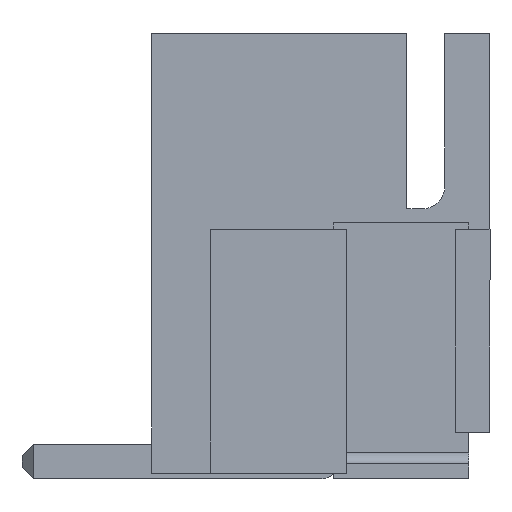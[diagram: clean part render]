
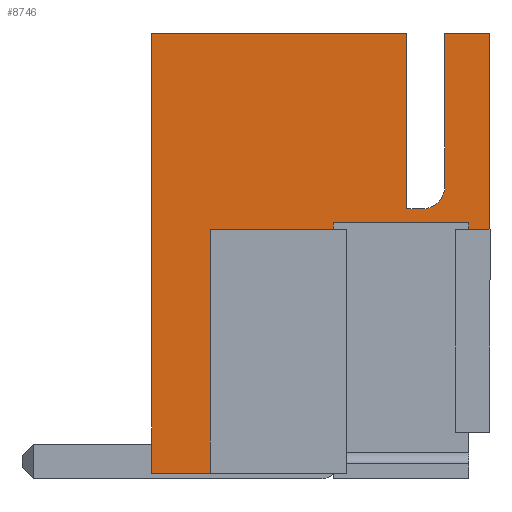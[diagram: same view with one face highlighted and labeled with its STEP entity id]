
A CAD part, left-side view. The second image highlights one B-rep face of the part: STEP entity #8746.
In plain terms, the highlighted planar face has unit normal (-1, 0, 0).
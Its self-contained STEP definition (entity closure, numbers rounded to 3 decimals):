
#55 = CARTESIAN_POINT ( 'NONE',  ( -6.225, 1.85, 7.8 ) ) ;
#299 = ORIENTED_EDGE ( 'NONE', *, *, #8897, .T. ) ;
#406 = ORIENTED_EDGE ( 'NONE', *, *, #20399, .F. ) ;
#1040 = ORIENTED_EDGE ( 'NONE', *, *, #8060, .T. ) ;
#1319 = VERTEX_POINT ( 'NONE', #6080 ) ;
#1598 = VERTEX_POINT ( 'NONE', #5937 ) ;
#1689 = CARTESIAN_POINT ( 'NONE',  ( -6.225, -2.675, 7.8 ) ) ;
#1787 = ORIENTED_EDGE ( 'NONE', *, *, #19615, .T. ) ;
#1886 = EDGE_CURVE ( 'NONE', #8718, #16355, #11009, .T. ) ;
#2147 = LINE ( 'NONE', #15734, #18446 ) ;
#2196 = VECTOR ( 'NONE', #15040, 1000. ) ;
#2339 = DIRECTION ( 'NONE',  ( 0., 0., -1. ) ) ;
#2485 = VERTEX_POINT ( 'NONE', #6791 ) ;
#2677 = DIRECTION ( 'NONE',  ( 0., -1., 0. ) ) ;
#2898 = ORIENTED_EDGE ( 'NONE', *, *, #21516, .F. ) ;
#2961 = EDGE_CURVE ( 'NONE', #4963, #7268, #20537, .T. ) ;
#3165 = VECTOR ( 'NONE', #9298, 1000. ) ;
#3199 = DIRECTION ( 'NONE',  ( 0., 1., 0. ) ) ;
#3374 = ORIENTED_EDGE ( 'NONE', *, *, #20268, .T. ) ;
#3616 = EDGE_CURVE ( 'NONE', #13702, #18536, #8890, .T. ) ;
#3623 = VECTOR ( 'NONE', #19947, 1000. ) ;
#3719 = FACE_OUTER_BOUND ( 'NONE', #12264, .T. ) ;
#3754 = CARTESIAN_POINT ( 'NONE',  ( -6.225, -2.675, 7.8 ) ) ;
#3810 = VERTEX_POINT ( 'NONE', #5009 ) ;
#3896 = CARTESIAN_POINT ( 'NONE',  ( -6.225, -1.6, 0. ) ) ;
#3999 = CARTESIAN_POINT ( 'NONE',  ( -6.225, 1.85, 7.8 ) ) ;
#4221 = CARTESIAN_POINT ( 'NONE',  ( -6.225, -2.95, 4.687 ) ) ;
#4264 = ORIENTED_EDGE ( 'NONE', *, *, #16639, .T. ) ;
#4552 = AXIS2_PLACEMENT_3D ( 'NONE', #13010, #18375, #3199 ) ;
#4874 = EDGE_CURVE ( 'NONE', #20002, #13702, #9578, .T. ) ;
#4963 = VERTEX_POINT ( 'NONE', #18779 ) ;
#5009 = CARTESIAN_POINT ( 'NONE',  ( -6.225, -3.35, 5.087 ) ) ;
#5086 = VECTOR ( 'NONE', #2677, 1000. ) ;
#5205 = DIRECTION ( 'NONE',  ( 1., 0., 0. ) ) ;
#5937 = CARTESIAN_POINT ( 'NONE',  ( -6.225, 0.814, 4.321 ) ) ;
#6080 = CARTESIAN_POINT ( 'NONE',  ( -6.225, 0.814, 0. ) ) ;
#6190 = VECTOR ( 'NONE', #13537, 1000. ) ;
#6599 = LINE ( 'NONE', #18173, #5086 ) ;
#6669 = CARTESIAN_POINT ( 'NONE',  ( -6.225, 1.85, 7.8 ) ) ;
#6791 = CARTESIAN_POINT ( 'NONE',  ( -6.225, -3.35, 7.8 ) ) ;
#6906 = DIRECTION ( 'NONE',  ( 0., 0., -1. ) ) ;
#7266 = CARTESIAN_POINT ( 'NONE',  ( -6.225, 0.814, 4.321 ) ) ;
#7268 = VERTEX_POINT ( 'NONE', #1689 ) ;
#7559 = DIRECTION ( 'NONE',  ( 0., -1., 0. ) ) ;
#7607 = CARTESIAN_POINT ( 'NONE',  ( -6.225, -1.6, 3.587 ) ) ;
#8027 = ORIENTED_EDGE ( 'NONE', *, *, #2961, .T. ) ;
#8060 = EDGE_CURVE ( 'NONE', #2485, #3810, #20502, .T. ) ;
#8718 = VERTEX_POINT ( 'NONE', #18361 ) ;
#8746 = ADVANCED_FACE ( 'NONE', ( #3719 ), #20505, .F. ) ;
#8890 = LINE ( 'NONE', #10937, #11420 ) ;
#8897 = EDGE_CURVE ( 'NONE', #16355, #20002, #2147, .T. ) ;
#8997 = VERTEX_POINT ( 'NONE', #17202 ) ;
#9005 = DIRECTION ( 'NONE',  ( 0., -1., 0. ) ) ;
#9298 = DIRECTION ( 'NONE',  ( 0., -1., 0. ) ) ;
#9578 = LINE ( 'NONE', #16428, #16837 ) ;
#9780 = VECTOR ( 'NONE', #2339, 1000. ) ;
#9957 = CIRCLE ( 'NONE', #4552, 0.4 ) ;
#9960 = LINE ( 'NONE', #11663, #3623 ) ;
#10376 = CARTESIAN_POINT ( 'NONE',  ( -6.225, 1.85, 0. ) ) ;
#10463 = ORIENTED_EDGE ( 'NONE', *, *, #13451, .F. ) ;
#10645 = LINE ( 'NONE', #12999, #13453 ) ;
#10937 = CARTESIAN_POINT ( 'NONE',  ( -6.225, -4.15, 4.321 ) ) ;
#11009 = LINE ( 'NONE', #3896, #9780 ) ;
#11214 = ORIENTED_EDGE ( 'NONE', *, *, #1886, .T. ) ;
#11420 = VECTOR ( 'NONE', #7559, 1000. ) ;
#11663 = CARTESIAN_POINT ( 'NONE',  ( -6.225, 1.85, 0. ) ) ;
#11763 = ORIENTED_EDGE ( 'NONE', *, *, #4874, .T. ) ;
#11867 = ORIENTED_EDGE ( 'NONE', *, *, #14624, .T. ) ;
#12165 = ORIENTED_EDGE ( 'NONE', *, *, #21715, .T. ) ;
#12264 = EDGE_LOOP ( 'NONE', ( #11214, #299, #11763, #20383, #406, #10463, #1040, #22277, #3374, #8027, #2898, #4264, #12165, #11867, #1787 ) ) ;
#12461 = VECTOR ( 'NONE', #17139, 1000. ) ;
#12522 = LINE ( 'NONE', #17539, #21221 ) ;
#12685 = LINE ( 'NONE', #3999, #3165 ) ;
#12806 = VERTEX_POINT ( 'NONE', #4221 ) ;
#12915 = CARTESIAN_POINT ( 'NONE',  ( -6.225, -4.15, 4.321 ) ) ;
#12999 = CARTESIAN_POINT ( 'NONE',  ( -6.225, 0.814, 0. ) ) ;
#13010 = CARTESIAN_POINT ( 'NONE',  ( -6.225, -2.95, 5.087 ) ) ;
#13076 = DIRECTION ( 'NONE',  ( 0., 0., 1. ) ) ;
#13451 = EDGE_CURVE ( 'NONE', #2485, #8997, #12685, .T. ) ;
#13453 = VECTOR ( 'NONE', #16563, 1000. ) ;
#13501 = LINE ( 'NONE', #20229, #2196 ) ;
#13523 = CARTESIAN_POINT ( 'NONE',  ( -6.225, -3.546, 3.587 ) ) ;
#13537 = DIRECTION ( 'NONE',  ( 0., 0., -1. ) ) ;
#13541 = DIRECTION ( 'NONE',  ( 0., 1., 0. ) ) ;
#13702 = VERTEX_POINT ( 'NONE', #17129 ) ;
#13761 = CARTESIAN_POINT ( 'NONE',  ( -6.225, 1.85, 7.8 ) ) ;
#14624 = EDGE_CURVE ( 'NONE', #1319, #1598, #10645, .T. ) ;
#15040 = DIRECTION ( 'NONE',  ( 0., 0., -1. ) ) ;
#15734 = CARTESIAN_POINT ( 'NONE',  ( -6.225, 1.85, 3.587 ) ) ;
#15925 = VERTEX_POINT ( 'NONE', #10376 ) ;
#16355 = VERTEX_POINT ( 'NONE', #7607 ) ;
#16428 = CARTESIAN_POINT ( 'NONE',  ( -6.225, -3.546, 0.721 ) ) ;
#16532 = EDGE_CURVE ( 'NONE', #3810, #12806, #9957, .T. ) ;
#16563 = DIRECTION ( 'NONE',  ( 0., 0., 1. ) ) ;
#16639 = EDGE_CURVE ( 'NONE', #19806, #15925, #17332, .T. ) ;
#16837 = VECTOR ( 'NONE', #13076, 1000. ) ;
#17129 = CARTESIAN_POINT ( 'NONE',  ( -6.225, -3.546, 4.321 ) ) ;
#17139 = DIRECTION ( 'NONE',  ( 0., 0., 1. ) ) ;
#17202 = CARTESIAN_POINT ( 'NONE',  ( -6.225, -4.15, 7.8 ) ) ;
#17332 = LINE ( 'NONE', #55, #22207 ) ;
#17539 = CARTESIAN_POINT ( 'NONE',  ( -6.225, -2.675, 4.687 ) ) ;
#17586 = LINE ( 'NONE', #7266, #19013 ) ;
#17977 = DIRECTION ( 'NONE',  ( 0., 1., 0. ) ) ;
#18173 = CARTESIAN_POINT ( 'NONE',  ( -6.225, 1.85, 7.8 ) ) ;
#18361 = CARTESIAN_POINT ( 'NONE',  ( -6.225, -1.6, 4.321 ) ) ;
#18375 = DIRECTION ( 'NONE',  ( 1., 0., 0. ) ) ;
#18446 = VECTOR ( 'NONE', #9005, 1000. ) ;
#18536 = VERTEX_POINT ( 'NONE', #12915 ) ;
#18779 = CARTESIAN_POINT ( 'NONE',  ( -6.225, -2.675, 4.687 ) ) ;
#19013 = VECTOR ( 'NONE', #20637, 1000. ) ;
#19150 = AXIS2_PLACEMENT_3D ( 'NONE', #6669, #5205, #13541 ) ;
#19615 = EDGE_CURVE ( 'NONE', #1598, #8718, #17586, .T. ) ;
#19806 = VERTEX_POINT ( 'NONE', #13761 ) ;
#19947 = DIRECTION ( 'NONE',  ( 0., -1., 0. ) ) ;
#20002 = VERTEX_POINT ( 'NONE', #13523 ) ;
#20229 = CARTESIAN_POINT ( 'NONE',  ( -6.225, -4.15, 7.8 ) ) ;
#20268 = EDGE_CURVE ( 'NONE', #12806, #4963, #12522, .T. ) ;
#20383 = ORIENTED_EDGE ( 'NONE', *, *, #3616, .T. ) ;
#20399 = EDGE_CURVE ( 'NONE', #8997, #18536, #13501, .T. ) ;
#20502 = LINE ( 'NONE', #20706, #6190 ) ;
#20505 = PLANE ( 'NONE',  #19150 ) ;
#20537 = LINE ( 'NONE', #3754, #12461 ) ;
#20637 = DIRECTION ( 'NONE',  ( 0., -1., 0. ) ) ;
#20706 = CARTESIAN_POINT ( 'NONE',  ( -6.225, -3.35, 7.8 ) ) ;
#21221 = VECTOR ( 'NONE', #17977, 1000. ) ;
#21516 = EDGE_CURVE ( 'NONE', #19806, #7268, #6599, .T. ) ;
#21715 = EDGE_CURVE ( 'NONE', #15925, #1319, #9960, .T. ) ;
#22207 = VECTOR ( 'NONE', #6906, 1000. ) ;
#22277 = ORIENTED_EDGE ( 'NONE', *, *, #16532, .T. ) ;
